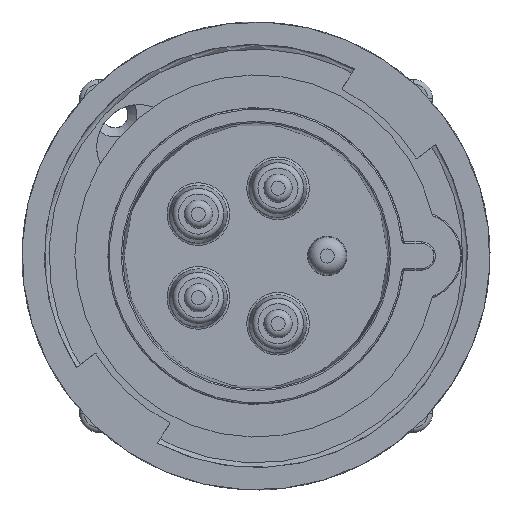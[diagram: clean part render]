
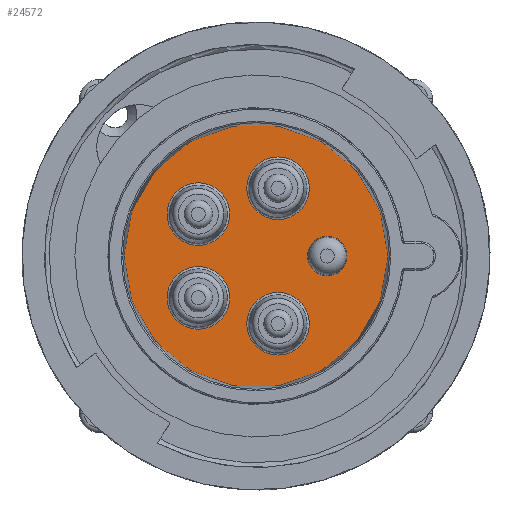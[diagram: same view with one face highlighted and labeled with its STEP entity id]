
A CAD part, front view. The second image highlights one B-rep face of the part: STEP entity #24572.
In plain terms, the highlighted planar face has unit normal (0, -1, 0).
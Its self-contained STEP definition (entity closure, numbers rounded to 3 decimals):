
#318 = DIRECTION ( 'NONE',  ( 1., 0., 0. ) ) ;
#452 = FACE_BOUND ( 'NONE', #23801, .T. ) ;
#500 = EDGE_LOOP ( 'NONE', ( #30448 ) ) ;
#2007 = AXIS2_PLACEMENT_3D ( 'NONE', #8661, #26290, #11215 ) ;
#2589 = CARTESIAN_POINT ( 'NONE',  ( 4.682, -3., 14.409 ) ) ;
#2905 = VERTEX_POINT ( 'NONE', #4072 ) ;
#3722 = EDGE_CURVE ( 'NONE', #26221, #26221, #24474, .T. ) ;
#4072 = CARTESIAN_POINT ( 'NONE',  ( -1.973, -3., 14.409 ) ) ;
#4509 = VERTEX_POINT ( 'NONE', #24122 ) ;
#5078 = EDGE_CURVE ( 'NONE', #32168, #32168, #9442, .T. ) ;
#5143 = DIRECTION ( 'NONE',  ( -1., 0., 0. ) ) ;
#6157 = EDGE_LOOP ( 'NONE', ( #28785 ) ) ;
#6206 = CIRCLE ( 'NONE', #20708, 6.655 ) ;
#6426 = EDGE_CURVE ( 'NONE', #24651, #24651, #28686, .T. ) ;
#6741 = ORIENTED_EDGE ( 'NONE', *, *, #32630, .T. ) ;
#6857 = VERTEX_POINT ( 'NONE', #21509 ) ;
#8661 = CARTESIAN_POINT ( 'NONE',  ( -12.257, -3., 8.905 ) ) ;
#9398 = CARTESIAN_POINT ( 'NONE',  ( 0., -3., 0. ) ) ;
#9442 = CIRCLE ( 'NONE', #2007, 6.655 ) ;
#9789 = AXIS2_PLACEMENT_3D ( 'NONE', #2589, #20256, #5143 ) ;
#10611 = DIRECTION ( 'NONE',  ( 0., 1., 0. ) ) ;
#11215 = DIRECTION ( 'NONE',  ( -1., 0., 0. ) ) ;
#11936 = DIRECTION ( 'NONE',  ( -1., 0., 0. ) ) ;
#12314 = FACE_OUTER_BOUND ( 'NONE', #15955, .T. ) ;
#13641 = AXIS2_PLACEMENT_3D ( 'NONE', #30536, #15465, #318 ) ;
#13730 = EDGE_LOOP ( 'NONE', ( #19428 ) ) ;
#14141 = DIRECTION ( 'NONE',  ( 1., 0., 0. ) ) ;
#14493 = DIRECTION ( 'NONE',  ( 0., 1., 0. ) ) ;
#15465 = DIRECTION ( 'NONE',  ( 0., -1., 0. ) ) ;
#15955 = EDGE_LOOP ( 'NONE', ( #31023 ) ) ;
#16217 = AXIS2_PLACEMENT_3D ( 'NONE', #25682, #10611, #28218 ) ;
#16583 = CARTESIAN_POINT ( 'NONE',  ( 15.15, -3., 0. ) ) ;
#18105 = AXIS2_PLACEMENT_3D ( 'NONE', #16583, #29189, #14141 ) ;
#18393 = CARTESIAN_POINT ( 'NONE',  ( 19.331, -3., 0. ) ) ;
#19053 = FACE_BOUND ( 'NONE', #13730, .T. ) ;
#19428 = ORIENTED_EDGE ( 'NONE', *, *, #5078, .T. ) ;
#19814 = FACE_BOUND ( 'NONE', #30121, .T. ) ;
#19819 = AXIS2_PLACEMENT_3D ( 'NONE', #9398, #27011, #11936 ) ;
#20256 = DIRECTION ( 'NONE',  ( 0., 1., 0. ) ) ;
#20708 = AXIS2_PLACEMENT_3D ( 'NONE', #29554, #14493, #32123 ) ;
#21509 = CARTESIAN_POINT ( 'NONE',  ( -1.973, -3., -14.409 ) ) ;
#22002 = ORIENTED_EDGE ( 'NONE', *, *, #3722, .F. ) ;
#23431 = CARTESIAN_POINT ( 'NONE',  ( -18.911, -3., 8.905 ) ) ;
#23801 = EDGE_LOOP ( 'NONE', ( #6741 ) ) ;
#24122 = CARTESIAN_POINT ( 'NONE',  ( -18.911, -3., -8.905 ) ) ;
#24136 = PLANE ( 'NONE',  #18105 ) ;
#24474 = CIRCLE ( 'NONE', #13641, 4.181 ) ;
#24572 = ADVANCED_FACE ( 'NONE', ( #19814, #452, #32436, #25702, #19053, #12314 ), #24136, .T. ) ;
#24651 = VERTEX_POINT ( 'NONE', #31042 ) ;
#25050 = CIRCLE ( 'NONE', #9789, 6.655 ) ;
#25255 = CIRCLE ( 'NONE', #16217, 6.655 ) ;
#25682 = CARTESIAN_POINT ( 'NONE',  ( 4.682, -3., -14.409 ) ) ;
#25702 = FACE_BOUND ( 'NONE', #6157, .T. ) ;
#25742 = EDGE_CURVE ( 'NONE', #6857, #6857, #25255, .T. ) ;
#26221 = VERTEX_POINT ( 'NONE', #18393 ) ;
#26290 = DIRECTION ( 'NONE',  ( 0., 1., 0. ) ) ;
#27011 = DIRECTION ( 'NONE',  ( 0., 1., 0. ) ) ;
#28218 = DIRECTION ( 'NONE',  ( -1., 0., 0. ) ) ;
#28686 = CIRCLE ( 'NONE', #19819, 28. ) ;
#28785 = ORIENTED_EDGE ( 'NONE', *, *, #29572, .T. ) ;
#29189 = DIRECTION ( 'NONE',  ( 0., -1., 0. ) ) ;
#29554 = CARTESIAN_POINT ( 'NONE',  ( -12.257, -3., -8.905 ) ) ;
#29572 = EDGE_CURVE ( 'NONE', #4509, #4509, #6206, .T. ) ;
#30121 = EDGE_LOOP ( 'NONE', ( #22002 ) ) ;
#30448 = ORIENTED_EDGE ( 'NONE', *, *, #25742, .T. ) ;
#30536 = CARTESIAN_POINT ( 'NONE',  ( 15.15, -3., 0. ) ) ;
#31023 = ORIENTED_EDGE ( 'NONE', *, *, #6426, .F. ) ;
#31042 = CARTESIAN_POINT ( 'NONE',  ( -28., -3., 0. ) ) ;
#32123 = DIRECTION ( 'NONE',  ( -1., 0., 0. ) ) ;
#32168 = VERTEX_POINT ( 'NONE', #23431 ) ;
#32436 = FACE_BOUND ( 'NONE', #500, .T. ) ;
#32630 = EDGE_CURVE ( 'NONE', #2905, #2905, #25050, .T. ) ;
